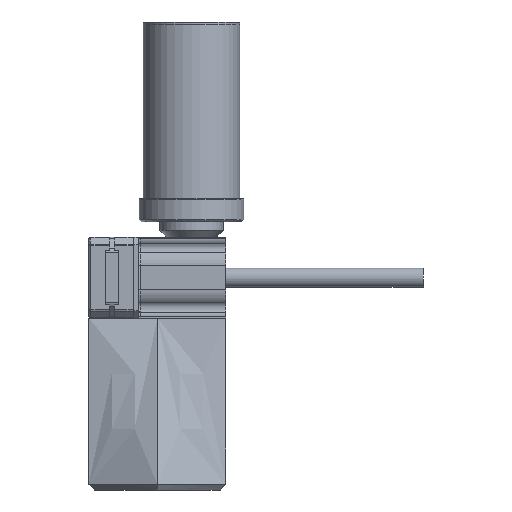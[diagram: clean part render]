
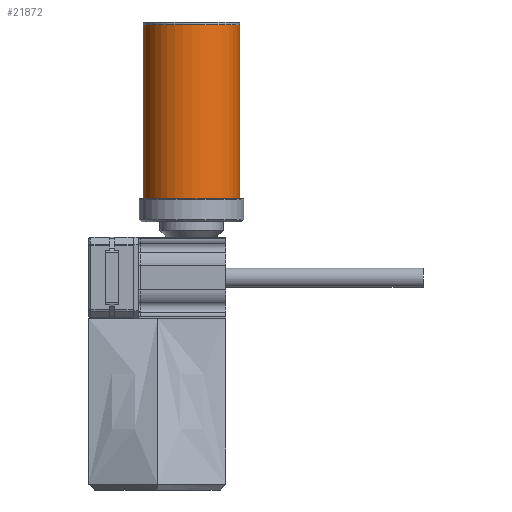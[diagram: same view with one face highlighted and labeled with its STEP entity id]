
A CAD part, front view. The second image highlights one B-rep face of the part: STEP entity #21872.
In plain terms, the highlighted cylindrical face has radius 25 mm (diameter 50 mm), a full revolution.
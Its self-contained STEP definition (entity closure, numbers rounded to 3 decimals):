
#1894=CYLINDRICAL_SURFACE('',#23771,25.);
#2620=FACE_OUTER_BOUND('',#3983,.T.);
#3983=EDGE_LOOP('',(#16303,#16304,#16305,#16306));
#5323=CIRCLE('',#23772,25.);
#5324=CIRCLE('',#23773,25.);
#6030=LINE('',#33353,#7677);
#7677=VECTOR('',#26577,25.);
#9467=VERTEX_POINT('',#33350);
#9468=VERTEX_POINT('',#33352);
#11990=EDGE_CURVE('',#9467,#9467,#5323,.T.);
#11991=EDGE_CURVE('',#9467,#9468,#6030,.T.);
#11992=EDGE_CURVE('',#9468,#9468,#5324,.T.);
#16303=ORIENTED_EDGE('',*,*,#11990,.F.);
#16304=ORIENTED_EDGE('',*,*,#11991,.T.);
#16305=ORIENTED_EDGE('',*,*,#11992,.T.);
#16306=ORIENTED_EDGE('',*,*,#11991,.F.);
#21872=ADVANCED_FACE('',(#2620),#1894,.T.);
#23771=AXIS2_PLACEMENT_3D('',#33349,#26573,#26574);
#23772=AXIS2_PLACEMENT_3D('',#33351,#26575,#26576);
#23773=AXIS2_PLACEMENT_3D('',#33354,#26578,#26579);
#26573=DIRECTION('center_axis',(0.,0.,1.));
#26574=DIRECTION('ref_axis',(1.,0.,0.));
#26575=DIRECTION('center_axis',(0.,0.,1.));
#26576=DIRECTION('ref_axis',(1.,0.,0.));
#26577=DIRECTION('',(0.,0.,-1.));
#26578=DIRECTION('center_axis',(0.,0.,1.));
#26579=DIRECTION('ref_axis',(1.,0.,0.));
#33349=CARTESIAN_POINT('Origin',(25.,0.,31.));
#33350=CARTESIAN_POINT('',(0.,0.,131.));
#33351=CARTESIAN_POINT('Origin',(25.,0.,131.));
#33352=CARTESIAN_POINT('',(0.,0.,31.));
#33353=CARTESIAN_POINT('',(0.,0.,31.));
#33354=CARTESIAN_POINT('Origin',(25.,0.,31.));
